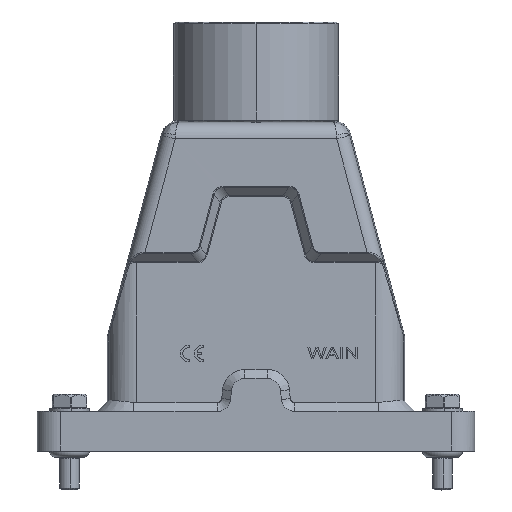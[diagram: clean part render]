
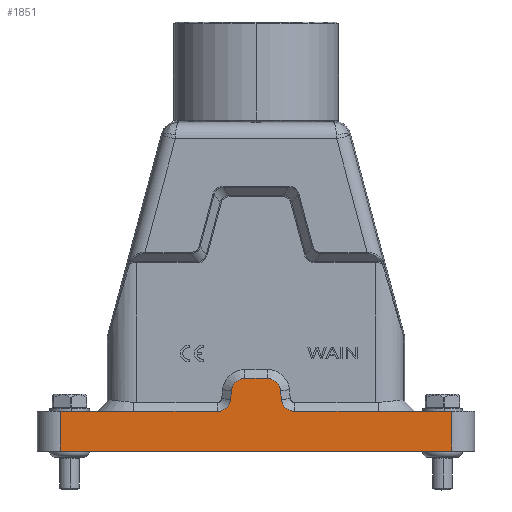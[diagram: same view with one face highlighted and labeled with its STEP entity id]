
A CAD part, top view. The second image highlights one B-rep face of the part: STEP entity #1851.
In plain terms, the highlighted planar face has unit normal (0, 0, 1).
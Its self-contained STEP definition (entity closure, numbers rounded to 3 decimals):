
#1105=B_SPLINE_CURVE_WITH_KNOTS('',3,(#19347,#19348,#19349,#19350,#19351,
#19352),.UNSPECIFIED.,.F.,.F.,(4,2,4),(0.,0.5,1.),.UNSPECIFIED.);
#1108=B_SPLINE_CURVE_WITH_KNOTS('',3,(#19366,#19367,#19368,#19369,#19370,
#19371),.UNSPECIFIED.,.F.,.F.,(4,2,4),(0.,0.5,1.),.UNSPECIFIED.);
#1111=B_SPLINE_CURVE_WITH_KNOTS('',3,(#19385,#19386,#19387,#19388,#19389,
#19390),.UNSPECIFIED.,.F.,.F.,(4,2,4),(0.,0.5,1.),.UNSPECIFIED.);
#1114=B_SPLINE_CURVE_WITH_KNOTS('',3,(#19404,#19405,#19406,#19407,#19408,
#19409),.UNSPECIFIED.,.F.,.F.,(4,2,4),(0.,0.5,1.),.UNSPECIFIED.);
#1851=ADVANCED_FACE('NONE',(#2727),#2263,.F.);
#2263=PLANE('',#11459);
#2727=FACE_OUTER_BOUND('',#3368,.T.);
#3368=EDGE_LOOP('',(#6581,#6582,#6583,#6584,#6585,#6586,#6587,#6588,#6589,
#6590,#6591,#6592,#6593,#6594));
#3967=LINE('',#19340,#4541);
#3968=LINE('',#19359,#4542);
#3969=LINE('',#19378,#4543);
#3970=LINE('',#19397,#4544);
#3971=LINE('',#19421,#4545);
#4034=LINE('',#20117,#4608);
#4047=LINE('',#20229,#4621);
#4048=LINE('',#20231,#4622);
#4049=LINE('',#20233,#4623);
#4050=LINE('',#20234,#4624);
#4541=VECTOR('',#12821,1.);
#4542=VECTOR('',#12826,1.);
#4543=VECTOR('',#12831,1.);
#4544=VECTOR('',#12836,1.);
#4545=VECTOR('',#12841,1.);
#4608=VECTOR('',#13014,1.);
#4621=VECTOR('',#13043,1.);
#4622=VECTOR('',#13044,1.);
#4623=VECTOR('',#13045,1.);
#4624=VECTOR('',#13046,1.);
#6581=ORIENTED_EDGE('',*,*,#10071,.F.);
#6582=ORIENTED_EDGE('',*,*,#10069,.F.);
#6583=ORIENTED_EDGE('',*,*,#10067,.F.);
#6584=ORIENTED_EDGE('',*,*,#10065,.F.);
#6585=ORIENTED_EDGE('',*,*,#10063,.F.);
#6586=ORIENTED_EDGE('',*,*,#10061,.F.);
#6587=ORIENTED_EDGE('',*,*,#10059,.F.);
#6588=ORIENTED_EDGE('',*,*,#10057,.F.);
#6589=ORIENTED_EDGE('',*,*,#10227,.T.);
#6590=ORIENTED_EDGE('',*,*,#10228,.F.);
#6591=ORIENTED_EDGE('',*,*,#10229,.F.);
#6592=ORIENTED_EDGE('',*,*,#10201,.F.);
#6593=ORIENTED_EDGE('',*,*,#10230,.T.);
#6594=ORIENTED_EDGE('',*,*,#10074,.F.);
#8727=VERTEX_POINT('',#19339);
#8728=VERTEX_POINT('',#19341);
#8729=VERTEX_POINT('',#19353);
#8730=VERTEX_POINT('',#19360);
#8731=VERTEX_POINT('',#19372);
#8732=VERTEX_POINT('',#19379);
#8733=VERTEX_POINT('',#19391);
#8734=VERTEX_POINT('',#19398);
#8735=VERTEX_POINT('',#19410);
#8737=VERTEX_POINT('',#19422);
#8816=VERTEX_POINT('',#20116);
#8817=VERTEX_POINT('',#20118);
#8836=VERTEX_POINT('',#20230);
#8837=VERTEX_POINT('',#20232);
#10057=EDGE_CURVE('NONE',#8727,#8728,#3967,.T.);
#10059=EDGE_CURVE('NONE',#8728,#8729,#1105,.T.);
#10061=EDGE_CURVE('NONE',#8729,#8730,#3968,.T.);
#10063=EDGE_CURVE('NONE',#8730,#8731,#1108,.T.);
#10065=EDGE_CURVE('NONE',#8731,#8732,#3969,.T.);
#10067=EDGE_CURVE('NONE',#8732,#8733,#1111,.T.);
#10069=EDGE_CURVE('NONE',#8733,#8734,#3970,.T.);
#10071=EDGE_CURVE('NONE',#8734,#8735,#1114,.T.);
#10074=EDGE_CURVE('NONE',#8735,#8737,#3971,.T.);
#10201=EDGE_CURVE('NONE',#8816,#8817,#4034,.T.);
#10227=EDGE_CURVE('NONE',#8727,#8836,#4047,.T.);
#10228=EDGE_CURVE('NONE',#8837,#8836,#4048,.T.);
#10229=EDGE_CURVE('NONE',#8817,#8837,#4049,.T.);
#10230=EDGE_CURVE('NONE',#8816,#8737,#4050,.T.);
#11459=AXIS2_PLACEMENT_3D('',#20235,#13047,#13048);
#12821=DIRECTION('',(1.,0.,0.));
#12826=DIRECTION('',(0.087,0.996,0.));
#12831=DIRECTION('',(1.,0.,0.));
#12836=DIRECTION('',(0.087,-0.996,0.));
#12841=DIRECTION('',(1.,0.,0.));
#13014=DIRECTION('',(0.,-1.,0.));
#13043=DIRECTION('',(-1.,0.,0.));
#13044=DIRECTION('',(0.,1.,0.));
#13045=DIRECTION('',(-1.,0.,0.));
#13046=DIRECTION('',(-1.,0.,0.));
#13047=DIRECTION('',(0.,0.,-1.));
#13048=DIRECTION('',(-1.,0.,0.));
#19339=CARTESIAN_POINT('',(-37.1,12.,29.));
#19340=CARTESIAN_POINT('',(0.,12.,29.));
#19341=CARTESIAN_POINT('',(-11.665,12.,29.));
#19347=CARTESIAN_POINT('',(-11.665,12.,29.));
#19348=CARTESIAN_POINT('',(-10.676,12.,29.));
#19349=CARTESIAN_POINT('',(-9.692,12.383,29.));
#19350=CARTESIAN_POINT('',(-8.234,13.719,29.));
#19351=CARTESIAN_POINT('',(-7.767,14.666,29.));
#19352=CARTESIAN_POINT('',(-7.681,15.651,29.));
#19353=CARTESIAN_POINT('',(-7.681,15.651,29.));
#19359=CARTESIAN_POINT('',(-7.681,15.651,29.));
#19360=CARTESIAN_POINT('',(-7.445,18.349,29.));
#19366=CARTESIAN_POINT('',(-7.445,18.349,29.));
#19367=CARTESIAN_POINT('',(-7.358,19.334,29.));
#19368=CARTESIAN_POINT('',(-6.891,20.281,29.));
#19369=CARTESIAN_POINT('',(-5.433,21.617,29.));
#19370=CARTESIAN_POINT('',(-4.449,22.,29.));
#19371=CARTESIAN_POINT('',(-3.46,22.,29.));
#19372=CARTESIAN_POINT('',(-3.46,22.,29.));
#19378=CARTESIAN_POINT('',(0.,22.,29.));
#19379=CARTESIAN_POINT('',(3.46,22.,29.));
#19385=CARTESIAN_POINT('',(3.46,22.,29.));
#19386=CARTESIAN_POINT('',(4.449,22.,29.));
#19387=CARTESIAN_POINT('',(5.433,21.617,29.));
#19388=CARTESIAN_POINT('',(6.891,20.281,29.));
#19389=CARTESIAN_POINT('',(7.358,19.334,29.));
#19390=CARTESIAN_POINT('',(7.445,18.349,29.));
#19391=CARTESIAN_POINT('',(7.445,18.349,29.));
#19397=CARTESIAN_POINT('',(7.445,18.349,29.));
#19398=CARTESIAN_POINT('',(7.681,15.651,29.));
#19404=CARTESIAN_POINT('',(7.681,15.651,29.));
#19405=CARTESIAN_POINT('',(7.767,14.666,29.));
#19406=CARTESIAN_POINT('',(8.234,13.719,29.));
#19407=CARTESIAN_POINT('',(9.692,12.383,29.));
#19408=CARTESIAN_POINT('',(10.676,12.,29.));
#19409=CARTESIAN_POINT('',(11.665,12.,29.));
#19410=CARTESIAN_POINT('',(11.665,12.,29.));
#19421=CARTESIAN_POINT('',(0.,12.,29.));
#19422=CARTESIAN_POINT('',(37.102,12.,29.));
#20116=CARTESIAN_POINT('',(59.25,12.,29.));
#20117=CARTESIAN_POINT('',(59.25,0.,29.));
#20118=CARTESIAN_POINT('',(59.25,0.,29.));
#20229=CARTESIAN_POINT('',(0.,12.,29.));
#20230=CARTESIAN_POINT('',(-59.25,12.,29.));
#20231=CARTESIAN_POINT('',(-59.25,230.361,29.));
#20232=CARTESIAN_POINT('',(-59.25,0.,29.));
#20233=CARTESIAN_POINT('',(-45.,0.,29.));
#20234=CARTESIAN_POINT('',(0.,12.,29.));
#20235=CARTESIAN_POINT('',(0.,0.,29.));
